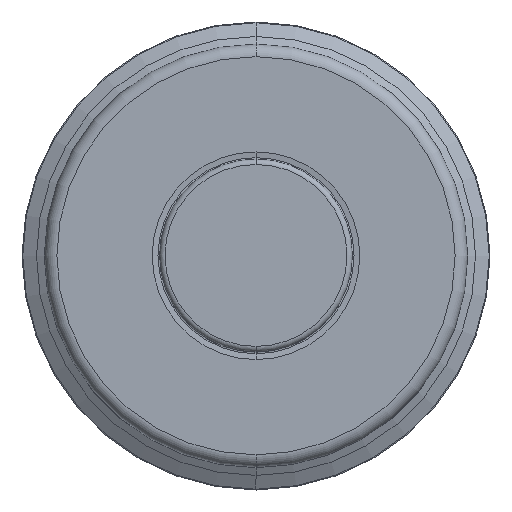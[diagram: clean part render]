
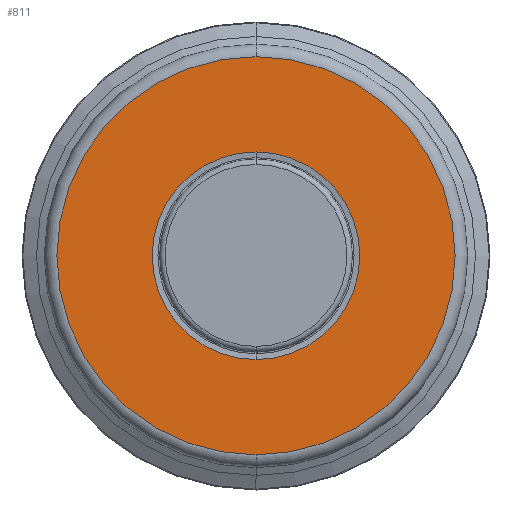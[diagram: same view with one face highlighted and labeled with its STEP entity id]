
A CAD part, top view. The second image highlights one B-rep face of the part: STEP entity #811.
In plain terms, the highlighted face is planar.
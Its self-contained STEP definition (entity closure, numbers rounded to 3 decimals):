
#296=CARTESIAN_POINT('',(0.,0.,0.));
#297=DIRECTION('',(0.,0.,1.));
#298=DIRECTION('',(0.,-1.,0.));
#299=AXIS2_PLACEMENT_3D('',#296,#297,#298);
#304=CARTESIAN_POINT('',(0.,0.,0.));
#305=DIRECTION('',(0.,0.,1.));
#306=DIRECTION('',(0.,1.,0.));
#307=AXIS2_PLACEMENT_3D('',#304,#305,#306);
#328=CARTESIAN_POINT('',(0.,0.,0.));
#329=DIRECTION('',(0.,0.,1.));
#330=DIRECTION('',(0.,1.,0.));
#331=AXIS2_PLACEMENT_3D('',#328,#329,#330);
#336=CARTESIAN_POINT('',(0.,0.,0.));
#337=DIRECTION('',(0.,0.,1.));
#338=DIRECTION('',(0.,-1.,0.));
#339=AXIS2_PLACEMENT_3D('',#336,#337,#338);
#486=CARTESIAN_POINT('',(0.,24.765,0.));
#487=VERTEX_POINT('',#486);
#489=CARTESIAN_POINT('',(0.,47.5,0.));
#491=VERTEX_POINT('',#489);
#512=CARTESIAN_POINT('',(0.,-24.765,0.));
#513=VERTEX_POINT('',#512);
#514=CARTESIAN_POINT('',(0.,-47.5,0.));
#516=VERTEX_POINT('',#514);
#796=CARTESIAN_POINT('',(0.,0.,0.));
#797=DIRECTION('',(0.,0.,-1.));
#798=DIRECTION('',(0.,-1.,0.));
#799=AXIS2_PLACEMENT_3D('',#796,#797,#798);
#800=PLANE('',#799);
#802=ORIENTED_EDGE('',*,*,#801,.T.);
#804=ORIENTED_EDGE('',*,*,#803,.T.);
#805=EDGE_LOOP('',(#802,#804));
#806=FACE_OUTER_BOUND('',#805,.F.);
#807=ORIENTED_EDGE('',*,*,#791,.F.);
#808=ORIENTED_EDGE('',*,*,#775,.F.);
#809=EDGE_LOOP('',(#807,#808));
#810=FACE_BOUND('',#809,.F.);
#811=ADVANCED_FACE('',(#806,#810),#800,.T.);
#300=CIRCLE('',#299,24.765);
#308=CIRCLE('',#307,24.765);
#332=CIRCLE('',#331,47.5);
#340=CIRCLE('',#339,47.5);
#775=EDGE_CURVE('',#487,#513,#308,.T.);
#791=EDGE_CURVE('',#513,#487,#300,.T.);
#801=EDGE_CURVE('',#491,#516,#332,.T.);
#803=EDGE_CURVE('',#516,#491,#340,.T.);
